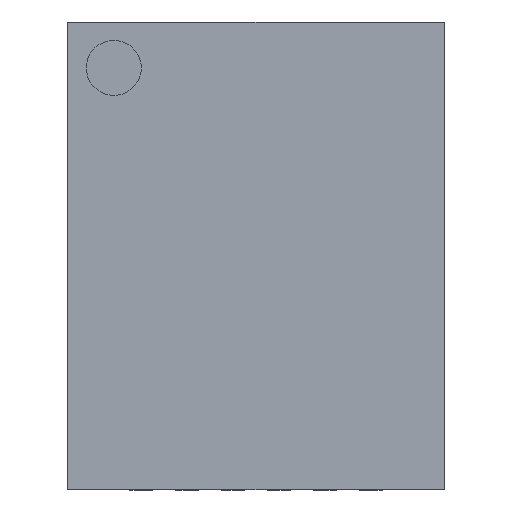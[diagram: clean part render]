
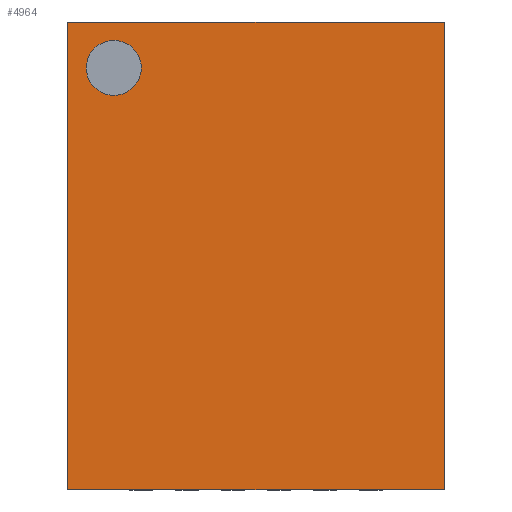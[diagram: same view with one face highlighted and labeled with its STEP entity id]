
A CAD part, top view. The second image highlights one B-rep face of the part: STEP entity #4964.
In plain terms, the highlighted planar face has unit normal (0, 0, 1).
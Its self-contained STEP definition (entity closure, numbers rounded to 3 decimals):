
#80=FACE_BOUND('',#677,.T.);
#139=CIRCLE('',#5350,0.3);
#377=FACE_OUTER_BOUND('',#676,.T.);
#676=EDGE_LOOP('',(#3780,#3781,#3782,#3783));
#677=EDGE_LOOP('',(#3784));
#1116=LINE('',#7666,#1701);
#1124=LINE('',#7677,#1709);
#1137=LINE('',#7694,#1722);
#1144=LINE('',#7702,#1729);
#1701=VECTOR('',#6190,4.1);
#1709=VECTOR('',#6200,5.1);
#1722=VECTOR('',#6215,5.1);
#1729=VECTOR('',#6224,4.1);
#2253=VERTEX_POINT('',#7663);
#2254=VERTEX_POINT('',#7665);
#2256=VERTEX_POINT('',#7676);
#2259=VERTEX_POINT('',#7692);
#2261=VERTEX_POINT('',#7711);
#2812=EDGE_CURVE('',#2253,#2254,#1116,.T.);
#2820=EDGE_CURVE('',#2254,#2256,#1124,.T.);
#2833=EDGE_CURVE('',#2259,#2253,#1137,.T.);
#2840=EDGE_CURVE('',#2256,#2259,#1144,.T.);
#2847=EDGE_CURVE('',#2261,#2261,#139,.T.);
#3780=ORIENTED_EDGE('',*,*,#2820,.F.);
#3781=ORIENTED_EDGE('',*,*,#2812,.F.);
#3782=ORIENTED_EDGE('',*,*,#2833,.F.);
#3783=ORIENTED_EDGE('',*,*,#2840,.F.);
#3784=ORIENTED_EDGE('',*,*,#2847,.T.);
#4696=PLANE('',#5352);
#4964=ADVANCED_FACE('',(#377,#80),#4696,.T.);
#5350=AXIS2_PLACEMENT_3D('',#7712,#6234,#6235);
#5352=AXIS2_PLACEMENT_3D('',#7714,#6238,#6239);
#6190=DIRECTION('',(-1.,0.,0.));
#6200=DIRECTION('',(0.,1.,0.));
#6215=DIRECTION('',(0.,-1.,0.));
#6224=DIRECTION('',(1.,0.,0.));
#6234=DIRECTION('center_axis',(0.,0.,
-1.));
#6235=DIRECTION('ref_axis',(1.,0.,0.));
#6238=DIRECTION('center_axis',(0.,0.,
1.));
#6239=DIRECTION('ref_axis',(1.,0.,0.));
#7663=CARTESIAN_POINT('',(2.05,-2.55,0.8));
#7665=CARTESIAN_POINT('',(-2.05,-2.55,0.8));
#7666=CARTESIAN_POINT('',(-2.05,-2.55,0.8));
#7676=CARTESIAN_POINT('',(-2.05,2.55,0.8));
#7677=CARTESIAN_POINT('',(-2.05,2.55,0.8));
#7692=CARTESIAN_POINT('',(2.05,2.55,0.8));
#7694=CARTESIAN_POINT('',(2.05,-2.55,0.8));
#7702=CARTESIAN_POINT('',(2.05,2.55,0.8));
#7711=CARTESIAN_POINT('',(-1.25,2.05,0.8));
#7712=CARTESIAN_POINT('Origin',(-1.55,2.05,0.8));
#7714=CARTESIAN_POINT('Origin',(0.,0.,
0.8));
